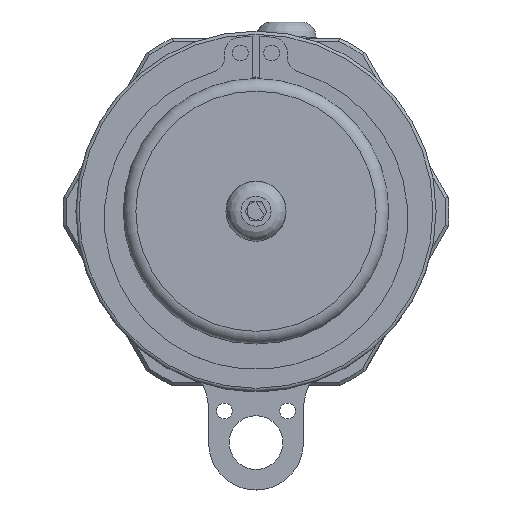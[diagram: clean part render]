
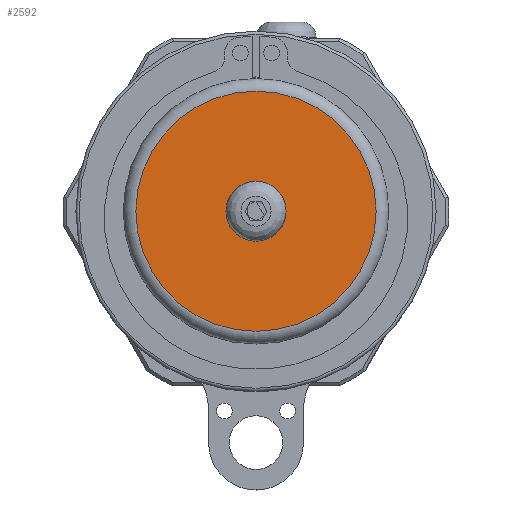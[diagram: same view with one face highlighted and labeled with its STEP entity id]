
A CAD part, top view. The second image highlights one B-rep face of the part: STEP entity #2592.
In plain terms, the highlighted planar face has unit normal (0, 0, 1).
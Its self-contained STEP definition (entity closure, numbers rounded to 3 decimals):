
#103=FACE_BOUND('',#402,.T.);
#147=PLANE('',#2819);
#249=FACE_OUTER_BOUND('',#401,.T.);
#401=EDGE_LOOP('',(#1852,#1853));
#402=EDGE_LOOP('',(#1854,#1855));
#821=CIRCLE('',#2712,2.5);
#825=CIRCLE('',#2716,2.5);
#883=CIRCLE('',#2816,19.);
#884=CIRCLE('',#2817,19.);
#991=VERTEX_POINT('',#3815);
#992=VERTEX_POINT('',#3816);
#1077=VERTEX_POINT('',#4148);
#1078=VERTEX_POINT('',#4149);
#1242=EDGE_CURVE('',#991,#992,#821,.T.);
#1247=EDGE_CURVE('',#992,#991,#825,.T.);
#1363=EDGE_CURVE('',#1077,#1078,#883,.T.);
#1364=EDGE_CURVE('',#1078,#1077,#884,.T.);
#1852=ORIENTED_EDGE('',*,*,#1363,.T.);
#1853=ORIENTED_EDGE('',*,*,#1364,.T.);
#1854=ORIENTED_EDGE('',*,*,#1242,.F.);
#1855=ORIENTED_EDGE('',*,*,#1247,.F.);
#2592=ADVANCED_FACE('',(#249,#103),#147,.T.);
#2712=AXIS2_PLACEMENT_3D('',#3817,#3032,#3033);
#2716=AXIS2_PLACEMENT_3D('',#3825,#3041,#3042);
#2816=AXIS2_PLACEMENT_3D('',#4150,#3286,#3287);
#2817=AXIS2_PLACEMENT_3D('',#4151,#3288,#3289);
#2819=AXIS2_PLACEMENT_3D('',#4153,#3292,#3293);
#3032=DIRECTION('center_axis',(0.,0.,
1.));
#3033=DIRECTION('ref_axis',(1.,0.,0.));
#3041=DIRECTION('center_axis',(0.,0.,
1.));
#3042=DIRECTION('ref_axis',(1.,0.,0.));
#3286=DIRECTION('center_axis',(0.,0.,
1.));
#3287=DIRECTION('ref_axis',(1.,0.,0.));
#3288=DIRECTION('center_axis',(0.,0.,
1.));
#3289=DIRECTION('ref_axis',(1.,0.,0.));
#3292=DIRECTION('center_axis',(0.,0.,
1.));
#3293=DIRECTION('ref_axis',(-1.,0.,0.));
#3815=CARTESIAN_POINT('',(0.,-2.5,36.43));
#3816=CARTESIAN_POINT('',(0.,2.5,36.43));
#3817=CARTESIAN_POINT('Origin',(0.,0.,
36.43));
#3825=CARTESIAN_POINT('Origin',(0.,0.,
36.43));
#4148=CARTESIAN_POINT('',(0.,-19.,36.43));
#4149=CARTESIAN_POINT('',(19.,0.,36.43));
#4150=CARTESIAN_POINT('Origin',(0.,0.,
36.43));
#4151=CARTESIAN_POINT('Origin',(0.,0.,
36.43));
#4153=CARTESIAN_POINT('Origin',(0.,-2.5,
36.43));
